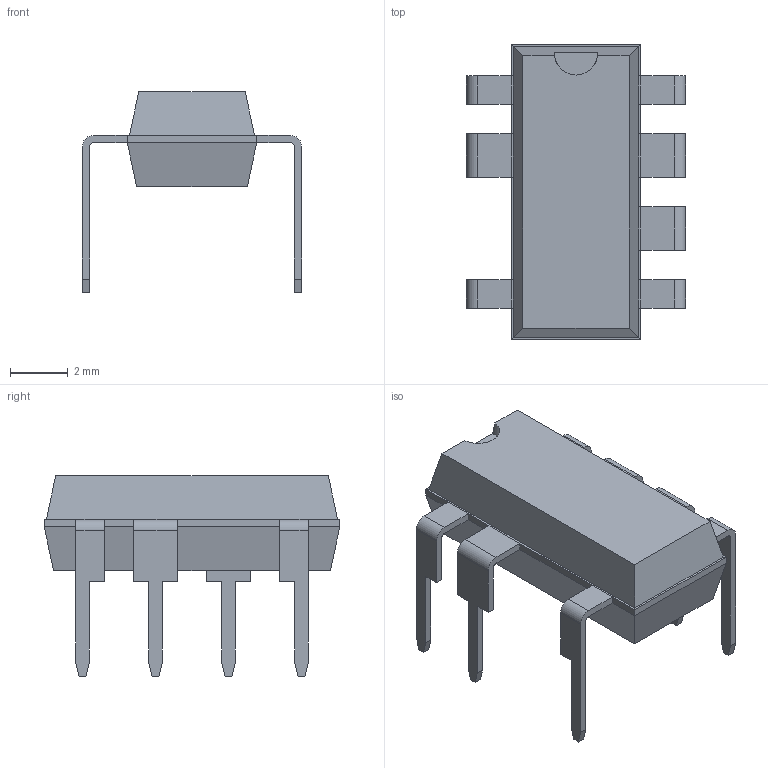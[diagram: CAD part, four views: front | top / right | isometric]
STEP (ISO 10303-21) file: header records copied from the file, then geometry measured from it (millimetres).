
FILE_DESCRIPTION(/* description */ ('model of PowerIntegrations_PDIP-8C'),/* implementation_level */ '2;1');
FILE_NAME(/* name */ 'PowerIntegrations_PDIP-8C.step',/* time_stamp */ '2018-11-04T11:26:33',/* author */ ('kicad StepUp','ksu'),/* organization */ ('FreeCAD'),/* preprocessor_version */ 'OCC',/* originating_system */ 'kicad StepUp',/* authorisation */ '');
FILE_SCHEMA(('AUTOMOTIVE_DESIGN { 1 0 10303 214 1 1 1 1 }'));
Length unit declared in the file: millimetre
Products named in the file (1): PowerIntegrations_PDIP_8C
Bounding box: 7.62 x 10.28 x 6.98 mm (x, y, z)
Volume: 144.8 mm3; surface area: 270.5 mm2
Topology: 1 solids, 1 shells, 138 faces, 356 edges, 220 vertices
Faces by surface type: plane 97, bspline 26, cylinder 15
Entity records: 2729 total; most frequent: ORIENTED_EDGE 622, EDGE_CURVE 356, CARTESIAN_POINT 318, LINE 236, VERTEX_POINT 220, ADVANCED_FACE 138, FACE_BOUND 138, EDGE_LOOP 138
